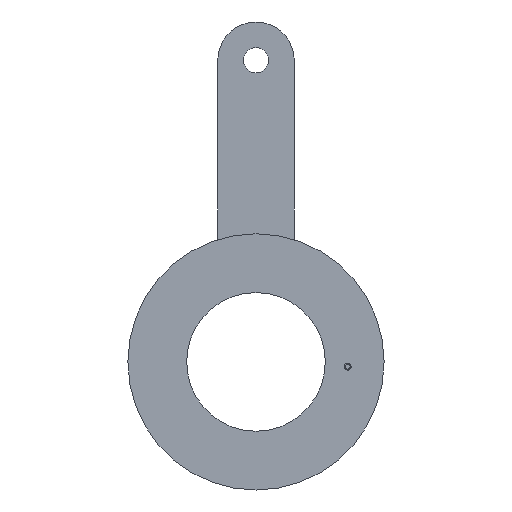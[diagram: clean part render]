
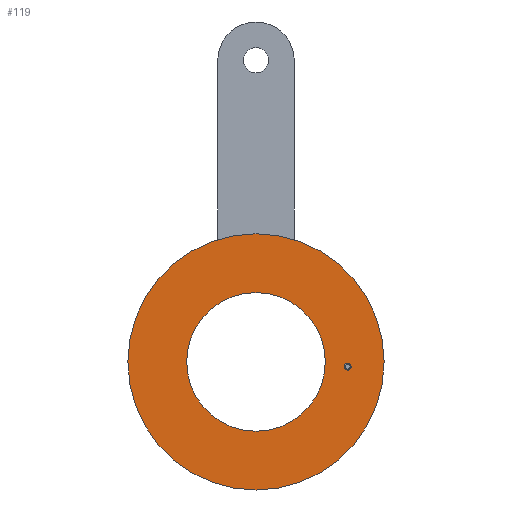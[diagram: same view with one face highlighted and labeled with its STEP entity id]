
A CAD part, front view. The second image highlights one B-rep face of the part: STEP entity #119.
In plain terms, the highlighted planar face has unit normal (0, -1, 0).
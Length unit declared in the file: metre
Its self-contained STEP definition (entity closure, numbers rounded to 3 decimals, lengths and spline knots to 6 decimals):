
#119 = ADVANCED_FACE( '', ( #269, #270, #271 ), #272, .T. );
#269 = FACE_BOUND( '', #442, .T. );
#270 = FACE_BOUND( '', #443, .T. );
#271 = FACE_OUTER_BOUND( '', #444, .T. );
#272 = PLANE( '', #445 );
#442 = EDGE_LOOP( '', ( #722 ) );
#443 = EDGE_LOOP( '', ( #723 ) );
#444 = EDGE_LOOP( '', ( #724 ) );
#445 = AXIS2_PLACEMENT_3D( '', #725, #726, #727 );
#722 = ORIENTED_EDGE( '', *, *, #966, .F. );
#723 = ORIENTED_EDGE( '', *, *, #990, .F. );
#724 = ORIENTED_EDGE( '', *, *, #991, .T. );
#725 = CARTESIAN_POINT( '', ( 0., -0.003175, 0. ) );
#726 = DIRECTION( '', ( 0., -1., 0. ) );
#727 = DIRECTION( '', ( 1., 0., 0. ) );
#966 = EDGE_CURVE( '', #1167, #1167, #1168, .T. );
#990 = EDGE_CURVE( '', #1195, #1195, #1196, .T. );
#991 = EDGE_CURVE( '', #1197, #1197, #1198, .T. );
#1167 = VERTEX_POINT( '', #1416 );
#1168 = CIRCLE( '', #1417, 0.017515 );
#1195 = VERTEX_POINT( '', #1450 );
#1196 = CIRCLE( '', #1451, 0.000882 );
#1197 = VERTEX_POINT( '', #1452 );
#1198 = CIRCLE( '', #1453, 0.03236 );
#1416 = CARTESIAN_POINT( '', ( 0.017515, -0.003175, 0. ) );
#1417 = AXIS2_PLACEMENT_3D( '', #1634, #1635, #1636 );
#1450 = CARTESIAN_POINT( '', ( 0.024029, -0.003175, -0.001197 ) );
#1451 = AXIS2_PLACEMENT_3D( '', #1661, #1662, #1663 );
#1452 = CARTESIAN_POINT( '', ( 0.03236, -0.003175, 0. ) );
#1453 = AXIS2_PLACEMENT_3D( '', #1664, #1665, #1666 );
#1634 = CARTESIAN_POINT( '', ( 0., -0.003175, 0. ) );
#1635 = DIRECTION( '', ( 0., -1., 0. ) );
#1636 = DIRECTION( '', ( 1., 0., 0. ) );
#1661 = CARTESIAN_POINT( '', ( 0.023147, -0.003175, -0.001197 ) );
#1662 = DIRECTION( '', ( 0., -1., 0. ) );
#1663 = DIRECTION( '', ( 1., 0., 0. ) );
#1664 = CARTESIAN_POINT( '', ( 0., -0.003175, 0. ) );
#1665 = DIRECTION( '', ( 0., -1., 0. ) );
#1666 = DIRECTION( '', ( 1., 0., 0. ) );
